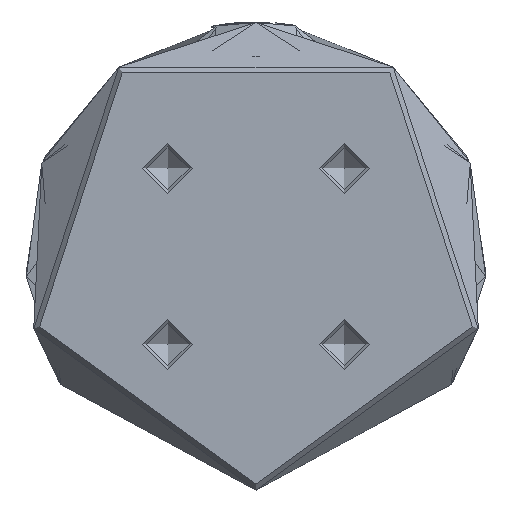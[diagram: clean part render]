
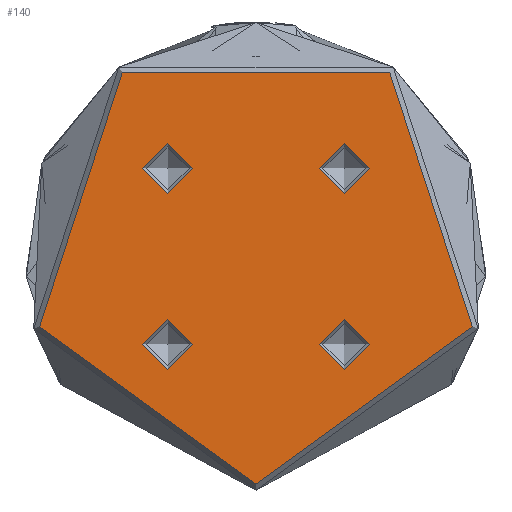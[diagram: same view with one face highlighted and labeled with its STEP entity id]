
A CAD part, front view. The second image highlights one B-rep face of the part: STEP entity #140.
In plain terms, the highlighted face is planar.
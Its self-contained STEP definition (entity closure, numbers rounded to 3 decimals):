
#140 = ADVANCED_FACE ( 'NONE', ( #4341, #4343, #4339, #4402, #4278 ), #4028, .F. ) ;
#190 = EDGE_CURVE ( 'NONE', #1173, #1173, #3959, .T. ) ;
#629 = EDGE_CURVE ( 'NONE', #1110, #1110, #3082, .T. ) ;
#771 = VERTEX_POINT ( 'NONE', #2529 ) ;
#789 = CARTESIAN_POINT ( 'NONE',  ( -10.117, -14.142, 0. ) ) ;
#802 = CARTESIAN_POINT ( 'NONE',  ( 14.142, 14.142, 0. ) ) ;
#809 = CARTESIAN_POINT ( 'NONE',  ( 18.167, -14.142, 0. ) ) ;
#922 = EDGE_LOOP ( 'NONE', ( #5172 ) ) ;
#1051 = VERTEX_POINT ( 'NONE', #4964 ) ;
#1110 = VERTEX_POINT ( 'NONE', #789 ) ;
#1120 = CARTESIAN_POINT ( 'NONE',  ( 0., 36.5, 0. ) ) ;
#1149 = CARTESIAN_POINT ( 'NONE',  ( 0., 0., 0. ) ) ;
#1173 = VERTEX_POINT ( 'NONE', #4110 ) ;
#1222 = ORIENTED_EDGE ( 'NONE', *, *, #3264, .F. ) ;
#1232 = DIRECTION ( 'NONE',  ( 1., 0., 0. ) ) ;
#1360 = CARTESIAN_POINT ( 'NONE',  ( -14.142, -14.142, 0. ) ) ;
#1472 = EDGE_LOOP ( 'NONE', ( #4129 ) ) ;
#1506 = EDGE_LOOP ( 'NONE', ( #1222 ) ) ;
#1571 = DIRECTION ( 'NONE',  ( 0., -1., 0. ) ) ;
#1587 = EDGE_LOOP ( 'NONE', ( #3807 ) ) ;
#1782 = DIRECTION ( 'NONE',  ( 1., 0., 0. ) ) ;
#1864 = AXIS2_PLACEMENT_3D ( 'NONE', #1896, #4797, #2340 ) ;
#1896 = CARTESIAN_POINT ( 'NONE',  ( -14.142, 14.142, 0. ) ) ;
#1975 = DIRECTION ( 'NONE',  ( 0., 1., 0. ) ) ;
#2189 = CIRCLE ( 'NONE', #3515, 4.025 ) ;
#2340 = DIRECTION ( 'NONE',  ( 1., 0., 0. ) ) ;
#2423 = CARTESIAN_POINT ( 'NONE',  ( 14.142, -14.142, 0. ) ) ;
#2529 = CARTESIAN_POINT ( 'NONE',  ( 0., -36.5, 0. ) ) ;
#2556 = EDGE_CURVE ( 'NONE', #1051, #1051, #4544, .T. ) ;
#2836 = DIRECTION ( 'NONE',  ( 1., 0., 0. ) ) ;
#2863 = AXIS2_PLACEMENT_3D ( 'NONE', #1360, #4265, #1782 ) ;
#3082 = CIRCLE ( 'NONE', #2863, 4.025 ) ;
#3085 = AXIS2_PLACEMENT_3D ( 'NONE', #1120, #4448, #1975 ) ;
#3264 = EDGE_CURVE ( 'NONE', #3932, #3932, #2189, .T. ) ;
#3338 = CIRCLE ( 'NONE', #4070, 36.5 ) ;
#3515 = AXIS2_PLACEMENT_3D ( 'NONE', #2423, #5280, #2836 ) ;
#3741 = DIRECTION ( 'NONE',  ( 0., 0., 1. ) ) ;
#3795 = EDGE_LOOP ( 'NONE', ( #4982 ) ) ;
#3807 = ORIENTED_EDGE ( 'NONE', *, *, #2556, .F. ) ;
#3932 = VERTEX_POINT ( 'NONE', #809 ) ;
#3959 = CIRCLE ( 'NONE', #5262, 4.025 ) ;
#4028 = PLANE ( 'NONE',  #3085 ) ;
#4061 = DIRECTION ( 'NONE',  ( 0., 0., 1. ) ) ;
#4070 = AXIS2_PLACEMENT_3D ( 'NONE', #1149, #4061, #1571 ) ;
#4110 = CARTESIAN_POINT ( 'NONE',  ( 18.167, 14.142, 0. ) ) ;
#4129 = ORIENTED_EDGE ( 'NONE', *, *, #190, .F. ) ;
#4265 = DIRECTION ( 'NONE',  ( 0., 0., 1. ) ) ;
#4278 = FACE_OUTER_BOUND ( 'NONE', #922, .T. ) ;
#4339 = FACE_BOUND ( 'NONE', #1506, .T. ) ;
#4341 = FACE_BOUND ( 'NONE', #1587, .T. ) ;
#4343 = FACE_BOUND ( 'NONE', #1472, .T. ) ;
#4402 = FACE_BOUND ( 'NONE', #3795, .T. ) ;
#4448 = DIRECTION ( 'NONE',  ( 0., 0., -1. ) ) ;
#4544 = CIRCLE ( 'NONE', #1864, 4.025 ) ;
#4571 = EDGE_CURVE ( 'NONE', #771, #771, #3338, .T. ) ;
#4797 = DIRECTION ( 'NONE',  ( 0., 0., 1. ) ) ;
#4964 = CARTESIAN_POINT ( 'NONE',  ( -10.117, 14.142, 0. ) ) ;
#4982 = ORIENTED_EDGE ( 'NONE', *, *, #629, .F. ) ;
#5172 = ORIENTED_EDGE ( 'NONE', *, *, #4571, .T. ) ;
#5262 = AXIS2_PLACEMENT_3D ( 'NONE', #802, #3741, #1232 ) ;
#5280 = DIRECTION ( 'NONE',  ( 0., 0., 1. ) ) ;
